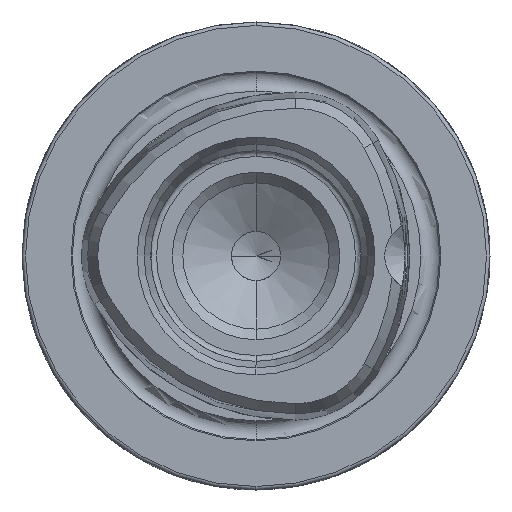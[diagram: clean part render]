
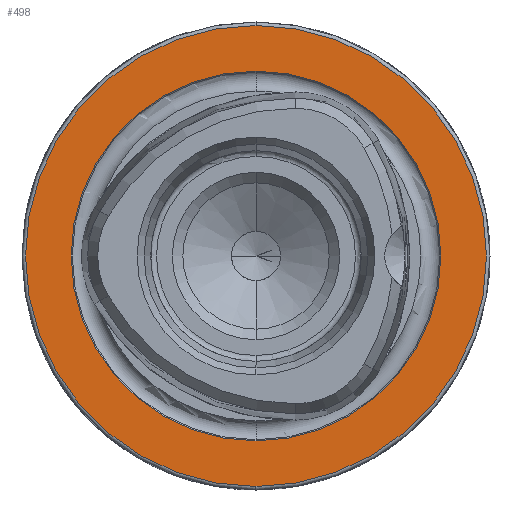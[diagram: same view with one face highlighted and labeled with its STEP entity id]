
A CAD part, left-side view. The second image highlights one B-rep face of the part: STEP entity #498.
In plain terms, the highlighted planar face has unit normal (-1, 0, 0).
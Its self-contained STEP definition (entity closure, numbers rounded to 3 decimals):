
#61 = EDGE_CURVE ( 'NONE', #4841, #4169, #3981, .T. ) ;
#143 = ORIENTED_EDGE ( 'NONE', *, *, #2986, .T. ) ;
#150 = CIRCLE ( 'NONE', #5086, 19.7 ) ;
#347 = DIRECTION ( 'NONE',  ( -1., 0., 0. ) ) ;
#498 = ADVANCED_FACE ( 'NONE', ( #8966, #630 ), #5105, .F. ) ;
#630 = FACE_OUTER_BOUND ( 'NONE', #5317, .T. ) ;
#1132 = DIRECTION ( 'NONE',  ( 0., 0., 1. ) ) ;
#1180 = CIRCLE ( 'NONE', #4523, 19.7 ) ;
#1564 = DIRECTION ( 'NONE',  ( -1., 0., 0. ) ) ;
#1616 = DIRECTION ( 'NONE',  ( 1., 0., 0. ) ) ;
#1710 = DIRECTION ( 'NONE',  ( -1., 0., 0. ) ) ;
#1817 = ORIENTED_EDGE ( 'NONE', *, *, #2659, .T. ) ;
#2437 = CIRCLE ( 'NONE', #9202, 15.8 ) ;
#2579 = CARTESIAN_POINT ( 'NONE',  ( 0., 0., 19.7 ) ) ;
#2659 = EDGE_CURVE ( 'NONE', #5608, #10247, #1180, .T. ) ;
#2684 = CARTESIAN_POINT ( 'NONE',  ( 0., 0., 0. ) ) ;
#2835 = DIRECTION ( 'NONE',  ( -1., 0., 0. ) ) ;
#2986 = EDGE_CURVE ( 'NONE', #10247, #5608, #150, .T. ) ;
#3044 = CARTESIAN_POINT ( 'NONE',  ( 0., 0., -15.8 ) ) ;
#3981 = CIRCLE ( 'NONE', #6026, 15.8 ) ;
#4169 = VERTEX_POINT ( 'NONE', #9962 ) ;
#4425 = EDGE_LOOP ( 'NONE', ( #7281, #8441 ) ) ;
#4523 = AXIS2_PLACEMENT_3D ( 'NONE', #7467, #2835, #1132 ) ;
#4837 = CARTESIAN_POINT ( 'NONE',  ( 0., 0., 0. ) ) ;
#4841 = VERTEX_POINT ( 'NONE', #3044 ) ;
#5086 = AXIS2_PLACEMENT_3D ( 'NONE', #8663, #1564, #6232 ) ;
#5105 = PLANE ( 'NONE',  #7057 ) ;
#5317 = EDGE_LOOP ( 'NONE', ( #1817, #143 ) ) ;
#5608 = VERTEX_POINT ( 'NONE', #2579 ) ;
#5832 = DIRECTION ( 'NONE',  ( 0., 0., 1. ) ) ;
#5892 = EDGE_CURVE ( 'NONE', #4169, #4841, #2437, .T. ) ;
#6026 = AXIS2_PLACEMENT_3D ( 'NONE', #2684, #347, #5832 ) ;
#6232 = DIRECTION ( 'NONE',  ( 0., 0., 1. ) ) ;
#6649 = CARTESIAN_POINT ( 'NONE',  ( 0., 0., -19.7 ) ) ;
#7057 = AXIS2_PLACEMENT_3D ( 'NONE', #7824, #1616, #10240 ) ;
#7281 = ORIENTED_EDGE ( 'NONE', *, *, #5892, .F. ) ;
#7293 = DIRECTION ( 'NONE',  ( 0., 0., 1. ) ) ;
#7467 = CARTESIAN_POINT ( 'NONE',  ( 0., 0., 0. ) ) ;
#7824 = CARTESIAN_POINT ( 'NONE',  ( 0., 15.8, 0. ) ) ;
#8441 = ORIENTED_EDGE ( 'NONE', *, *, #61, .F. ) ;
#8663 = CARTESIAN_POINT ( 'NONE',  ( 0., 0., 0. ) ) ;
#8966 = FACE_BOUND ( 'NONE', #4425, .T. ) ;
#9202 = AXIS2_PLACEMENT_3D ( 'NONE', #4837, #1710, #7293 ) ;
#9962 = CARTESIAN_POINT ( 'NONE',  ( 0., 0., 15.8 ) ) ;
#10240 = DIRECTION ( 'NONE',  ( 0., 0., -1. ) ) ;
#10247 = VERTEX_POINT ( 'NONE', #6649 ) ;
